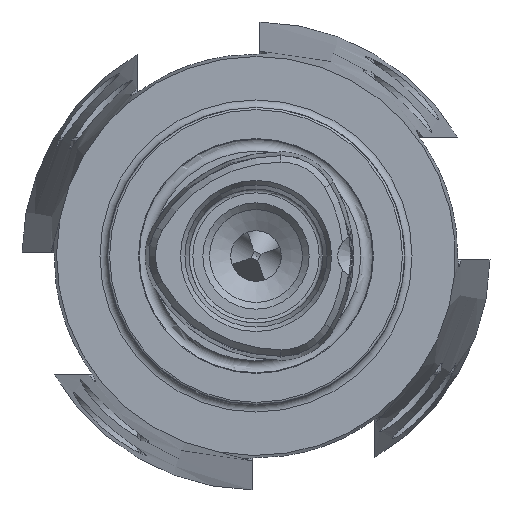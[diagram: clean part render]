
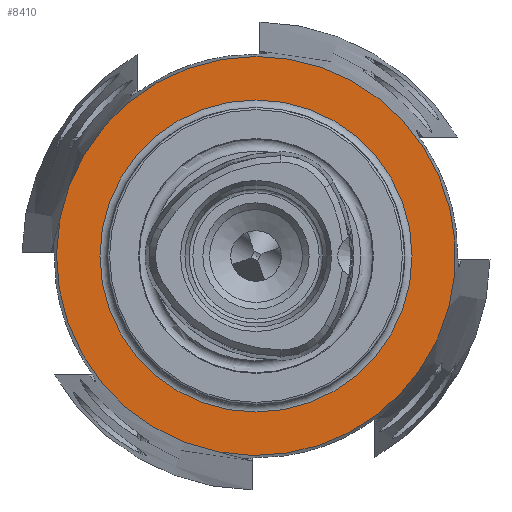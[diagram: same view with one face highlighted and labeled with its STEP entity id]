
A CAD part, left-side view. The second image highlights one B-rep face of the part: STEP entity #8410.
In plain terms, the highlighted planar face has unit normal (-1, 0, 0).
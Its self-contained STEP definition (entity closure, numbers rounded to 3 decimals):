
#53 = CARTESIAN_POINT ( 'NONE',  ( 20., 0., 0. ) ) ;
#462 = DIRECTION ( 'NONE',  ( 0., 0., -1. ) ) ;
#1378 = FACE_OUTER_BOUND ( 'NONE', #7007, .T. ) ;
#2061 = CARTESIAN_POINT ( 'NONE',  ( 20., 0., -21. ) ) ;
#2426 = AXIS2_PLACEMENT_3D ( 'NONE', #53, #6787, #9288 ) ;
#2429 = ORIENTED_EDGE ( 'NONE', *, *, #9834, .T. ) ;
#2550 = AXIS2_PLACEMENT_3D ( 'NONE', #8132, #3871, #462 ) ;
#3069 = VERTEX_POINT ( 'NONE', #2061 ) ;
#3857 = VERTEX_POINT ( 'NONE', #9493 ) ;
#3871 = DIRECTION ( 'NONE',  ( 1., 0., 0. ) ) ;
#5464 = PLANE ( 'NONE',  #2550 ) ;
#5914 = EDGE_LOOP ( 'NONE', ( #9468 ) ) ;
#5974 = DIRECTION ( 'NONE',  ( 0., 0., 1. ) ) ;
#6780 = CIRCLE ( 'NONE', #2426, 21. ) ;
#6787 = DIRECTION ( 'NONE',  ( 1., 0., 0. ) ) ;
#7007 = EDGE_LOOP ( 'NONE', ( #2429 ) ) ;
#7123 = AXIS2_PLACEMENT_3D ( 'NONE', #8487, #7658, #5974 ) ;
#7658 = DIRECTION ( 'NONE',  ( -1., 0., 0. ) ) ;
#7856 = FACE_BOUND ( 'NONE', #5914, .T. ) ;
#8132 = CARTESIAN_POINT ( 'NONE',  ( 20., 2.5, 0. ) ) ;
#8410 = ADVANCED_FACE ( 'NONE', ( #7856, #1378 ), #5464, .F. ) ;
#8487 = CARTESIAN_POINT ( 'NONE',  ( 20., 0., 0. ) ) ;
#8973 = CIRCLE ( 'NONE', #7123, 26.85 ) ;
#9268 = EDGE_CURVE ( 'NONE', #3069, #3069, #6780, .T. ) ;
#9288 = DIRECTION ( 'NONE',  ( 0., 0., -1. ) ) ;
#9468 = ORIENTED_EDGE ( 'NONE', *, *, #9268, .T. ) ;
#9493 = CARTESIAN_POINT ( 'NONE',  ( 20., 0., 26.85 ) ) ;
#9834 = EDGE_CURVE ( 'NONE', #3857, #3857, #8973, .T. ) ;
